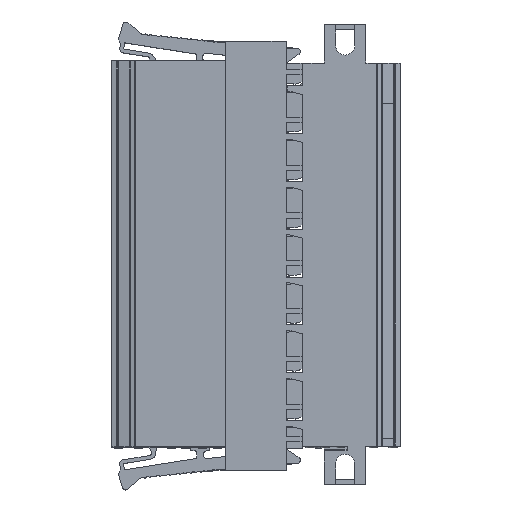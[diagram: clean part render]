
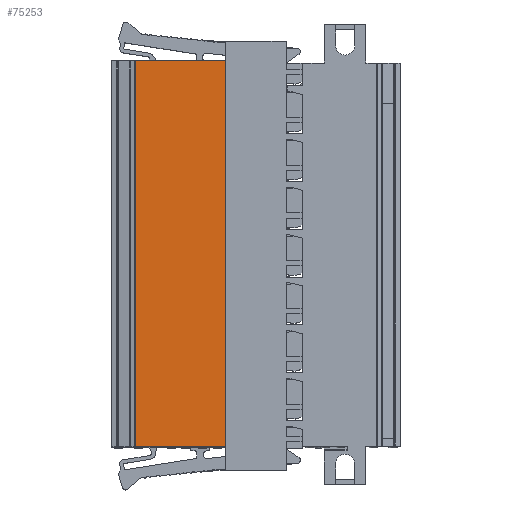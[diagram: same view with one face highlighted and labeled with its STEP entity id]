
A CAD part, top view. The second image highlights one B-rep face of the part: STEP entity #75253.
In plain terms, the highlighted planar face has unit normal (0, 0, 1).
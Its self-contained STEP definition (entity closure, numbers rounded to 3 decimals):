
#7189=LINE('',#112850,#13405);
#7192=LINE('',#112855,#13408);
#7566=LINE('',#113876,#13782);
#7567=LINE('',#113878,#13783);
#13405=VECTOR('',#91738,1000.);
#13408=VECTOR('',#91743,1000.);
#13782=VECTOR('',#92577,1000.);
#13783=VECTOR('',#92578,1000.);
#28579=ORIENTED_EDGE('',*,*,#37975,.T.);
#28580=ORIENTED_EDGE('',*,*,#38436,.F.);
#28581=ORIENTED_EDGE('',*,*,#38437,.T.);
#28582=ORIENTED_EDGE('',*,*,#37972,.T.);
#37972=EDGE_CURVE('',#43921,#43920,#7189,.T.);
#37975=EDGE_CURVE('',#43920,#43922,#7192,.T.);
#38436=EDGE_CURVE('',#44199,#43922,#7566,.T.);
#38437=EDGE_CURVE('',#44199,#43921,#7567,.T.);
#43920=VERTEX_POINT('',#112849);
#43921=VERTEX_POINT('',#112851);
#43922=VERTEX_POINT('',#112856);
#44199=VERTEX_POINT('',#113877);
#48088=EDGE_LOOP('',(#28579,#28580,#28581,#28582));
#51061=FACE_BOUND('',#48088,.T.);
#53160=PLANE('',#79262);
#75253=ADVANCED_FACE('',(#51061),#53160,.T.);
#79262=AXIS2_PLACEMENT_3D('',#113875,#92575,#92576);
#91738=DIRECTION('',(-1.,0.,0.));
#91743=DIRECTION('',(0.,-1.,0.));
#92575=DIRECTION('',(0.,0.,1.));
#92576=DIRECTION('',(1.,0.,0.));
#92577=DIRECTION('',(-1.,0.,0.));
#92578=DIRECTION('',(0.,1.,0.));
#112849=CARTESIAN_POINT('',(-9.39,59.08,0.));
#112850=CARTESIAN_POINT('',(4.775,59.08,0.));
#112851=CARTESIAN_POINT('',(4.775,59.08,0.));
#112855=CARTESIAN_POINT('',(-9.39,57.58,0.));
#112856=CARTESIAN_POINT('',(-9.39,-1.5,0.));
#113875=CARTESIAN_POINT('',(13.075,57.58,0.));
#113876=CARTESIAN_POINT('',(4.775,-1.5,0.));
#113877=CARTESIAN_POINT('',(4.775,-1.5,0.));
#113878=CARTESIAN_POINT('',(4.775,57.58,0.));
